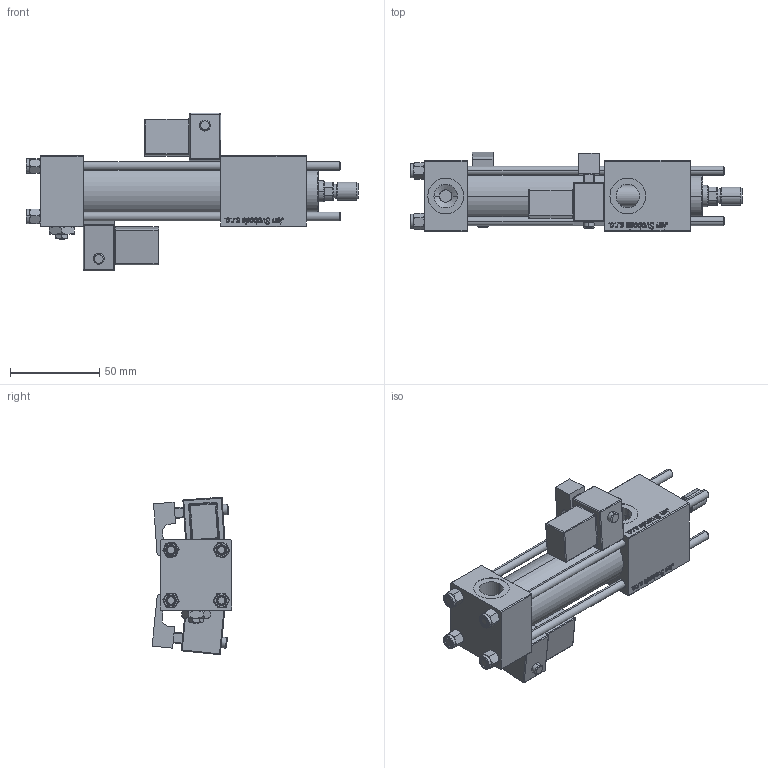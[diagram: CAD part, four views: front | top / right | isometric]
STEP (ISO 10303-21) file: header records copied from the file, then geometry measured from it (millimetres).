
FILE_DESCRIPTION (( 'STEP AP203' ), '1' );
FILE_NAME ('579e.STEP', '2022-04-15T02:27:49', ( '' ), ( '' ), 'SwSTEP 2.0', 'SolidWorks 2019', '' );
FILE_SCHEMA (( 'CONFIG_CONTROL_DESIGN' ));
Length unit declared in the file: millimetre
Products named in the file (9): V215CR_MSU 0dea2801a74e43221b0b6f3f617a5450; NUT_M5_B 0dea2801a74e43221b0b6f3f617a5450; V215_VC_A 0dea2801a74e43221b0b6f3f617a5450; ROD_END_AH 0dea2801a74e43221b0b6f3f617a5450; V215CR_B-1 0dea2801a74e43221b0b6f3f617a5450; V215CR_B_TYCINKA 0dea2801a74e43221b0b6f3f617a5450; V215CR_VCP_B 0dea2801a74e43221b0b6f3f617a5450; Zatka_pro_OIL_PORT 0dea2801a74e43221b0b6f3f617a5450; 579e
Assembly tree (15 placements, depth 2):
  579e
    V215CR_B-1 0dea2801a74e43221b0b6f3f617a5450
    V215CR_VCP_B 0dea2801a74e43221b0b6f3f617a5450
    NUT_M5_B 0dea2801a74e43221b0b6f3f617a5450  x4
    V215CR_B_TYCINKA 0dea2801a74e43221b0b6f3f617a5450  x4
    V215_VC_A 0dea2801a74e43221b0b6f3f617a5450
    ROD_END_AH 0dea2801a74e43221b0b6f3f617a5450
    V215CR_MSU 0dea2801a74e43221b0b6f3f617a5450  x2
    Zatka_pro_OIL_PORT 0dea2801a74e43221b0b6f3f617a5450
Bounding box: 186 x 44.67 x 88.2 mm (x, y, z)
Volume: 199276.5 mm3; surface area: 80694.7 mm2
Topology: 15 solids, 15 shells, 1386 faces, 3458 edges, 2193 vertices
Faces by surface type: plane 520, bspline 504, cone 162, cylinder 154, sphere 24, torus 22
Entity records: 61354 total; most frequent: CARTESIAN_POINT 34990, ORIENTED_EDGE 6014, DIRECTION 3627, EDGE_CURVE 3007, VERTEX_POINT 1949, VECTOR 1599, LINE 1599, EDGE_LOOP 1320
